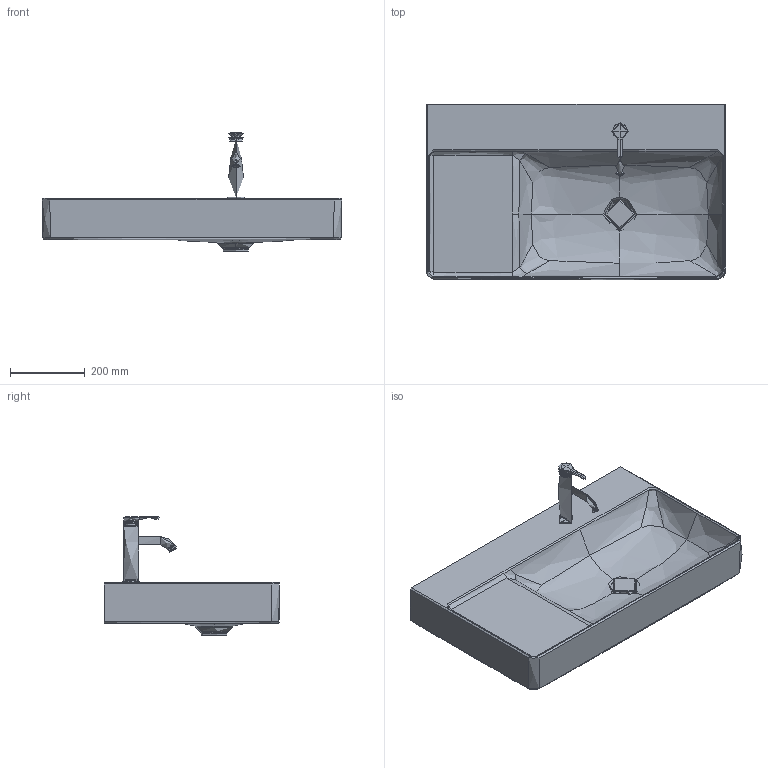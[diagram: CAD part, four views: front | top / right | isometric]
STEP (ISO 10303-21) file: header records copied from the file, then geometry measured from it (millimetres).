
FILE_DESCRIPTION(/* description */ (''),/* implementation_level */ '2;1');
FILE_NAME(/* name */ '234980',/* time_stamp */ '2019-02-21T11:56:23+01:00',/* author */ (''),/* organization */ (''),/* preprocessor_version */ 'ST-DEVELOPER v15',/* originating_system */ '',/* authorisation */ '');
FILE_SCHEMA (('AUTOMOTIVE_DESIGN'));
Length unit declared in the file: millimetre
Products named in the file (1): Document
Bounding box: 799.89 x 469.3 x 316.23 mm (x, y, z)
Volume: 42472.6 mm3; surface area: 1330896.3 mm2
Topology: 8 solids, 21 shells, 812 faces, 1953 edges, 1152 vertices
Faces by surface type: bspline 812
Entity records: 122488 total; most frequent: CARTESIAN_POINT 98807, B_SPLINE_CURVE_WITH_KNOTS 4499, ORIENTED_EDGE 3758, PCURVE 3758, DEFINITIONAL_REPRESENTATION 3758, SURFACE_CURVE 1921, EDGE_CURVE 1921, VERTEX_POINT 1152
